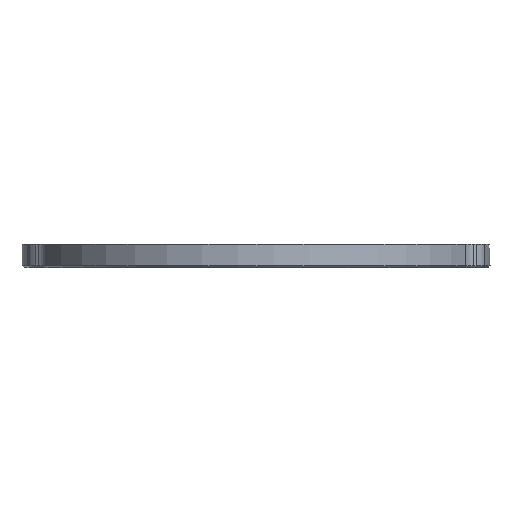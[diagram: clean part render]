
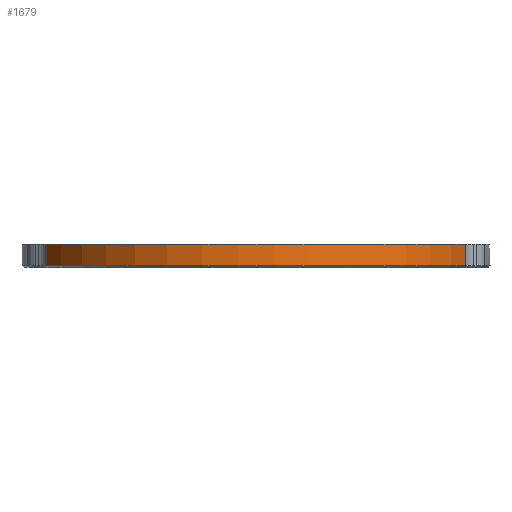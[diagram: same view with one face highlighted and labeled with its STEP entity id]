
A CAD part, front view. The second image highlights one B-rep face of the part: STEP entity #1679.
In plain terms, the highlighted cylindrical face has radius 57.15 mm (diameter 114.3 mm), a partial arc.
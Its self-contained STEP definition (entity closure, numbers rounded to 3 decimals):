
#67 = VECTOR ( 'NONE', #881, 1000. ) ;
#150 = EDGE_LOOP ( 'NONE', ( #850, #2254, #1041, #263 ) ) ;
#202 = AXIS2_PLACEMENT_3D ( 'NONE', #2263, #308, #301 ) ;
#263 = ORIENTED_EDGE ( 'NONE', *, *, #732, .F. ) ;
#267 = LINE ( 'NONE', #1646, #521 ) ;
#285 = CARTESIAN_POINT ( 'NONE',  ( 53.872, -19.077, 6. ) ) ;
#301 = DIRECTION ( 'NONE',  ( -1., 0., 0. ) ) ;
#308 = DIRECTION ( 'NONE',  ( 0., 0., -1. ) ) ;
#521 = VECTOR ( 'NONE', #2015, 1000. ) ;
#583 = CARTESIAN_POINT ( 'NONE',  ( 0., 0., 6. ) ) ;
#619 = AXIS2_PLACEMENT_3D ( 'NONE', #583, #1492, #1992 ) ;
#653 = EDGE_CURVE ( 'NONE', #1546, #1765, #267, .T. ) ;
#684 = CYLINDRICAL_SURFACE ( 'NONE', #202, 57.15 ) ;
#732 = EDGE_CURVE ( 'NONE', #1546, #1406, #2001, .T. ) ;
#736 = DIRECTION ( 'NONE',  ( 1., 0., 0. ) ) ;
#850 = ORIENTED_EDGE ( 'NONE', *, *, #653, .T. ) ;
#881 = DIRECTION ( 'NONE',  ( 0., 0., 1. ) ) ;
#1041 = ORIENTED_EDGE ( 'NONE', *, *, #1694, .T. ) ;
#1110 = CIRCLE ( 'NONE', #2255, 57.15 ) ;
#1134 = EDGE_CURVE ( 'NONE', #1765, #1947, #1110, .T. ) ;
#1294 = CARTESIAN_POINT ( 'NONE',  ( 53.872, -19.077, 0.5 ) ) ;
#1334 = LINE ( 'NONE', #1924, #67 ) ;
#1406 = VERTEX_POINT ( 'NONE', #285 ) ;
#1415 = CARTESIAN_POINT ( 'NONE',  ( -53.872, -19.077, 6. ) ) ;
#1492 = DIRECTION ( 'NONE',  ( 0., 0., 1. ) ) ;
#1493 = FACE_OUTER_BOUND ( 'NONE', #150, .T. ) ;
#1546 = VERTEX_POINT ( 'NONE', #1415 ) ;
#1560 = CARTESIAN_POINT ( 'NONE',  ( -53.872, -19.077, 0.5 ) ) ;
#1646 = CARTESIAN_POINT ( 'NONE',  ( -53.872, -19.077, 6. ) ) ;
#1679 = ADVANCED_FACE ( 'NONE', ( #1493 ), #684, .T. ) ;
#1694 = EDGE_CURVE ( 'NONE', #1947, #1406, #1334, .T. ) ;
#1765 = VERTEX_POINT ( 'NONE', #1560 ) ;
#1924 = CARTESIAN_POINT ( 'NONE',  ( 53.872, -19.077, 6. ) ) ;
#1947 = VERTEX_POINT ( 'NONE', #1294 ) ;
#1979 = DIRECTION ( 'NONE',  ( 0., 0., 1. ) ) ;
#1992 = DIRECTION ( 'NONE',  ( 1., 0., 0. ) ) ;
#2001 = CIRCLE ( 'NONE', #619, 57.15 ) ;
#2015 = DIRECTION ( 'NONE',  ( 0., 0., -1. ) ) ;
#2138 = CARTESIAN_POINT ( 'NONE',  ( 0., 0., 0.5 ) ) ;
#2254 = ORIENTED_EDGE ( 'NONE', *, *, #1134, .T. ) ;
#2255 = AXIS2_PLACEMENT_3D ( 'NONE', #2138, #1979, #736 ) ;
#2263 = CARTESIAN_POINT ( 'NONE',  ( 0., 0., 6. ) ) ;
